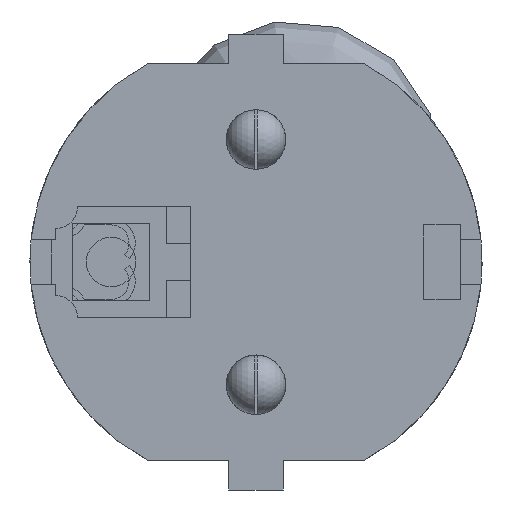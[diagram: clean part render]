
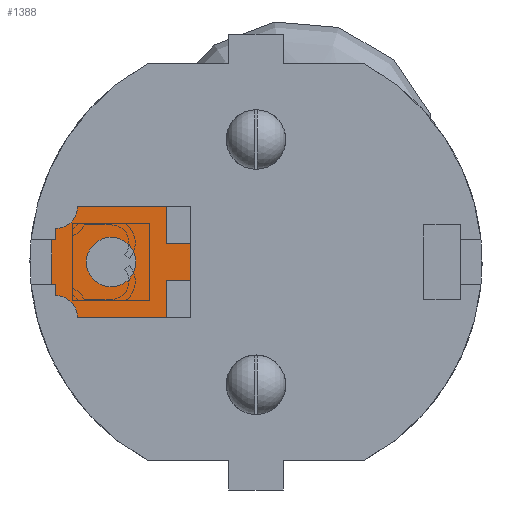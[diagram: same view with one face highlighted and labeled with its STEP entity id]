
A CAD part, left-side view. The second image highlights one B-rep face of the part: STEP entity #1388.
In plain terms, the highlighted face is planar.
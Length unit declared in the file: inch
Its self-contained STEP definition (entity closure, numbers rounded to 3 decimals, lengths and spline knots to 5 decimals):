
#19 = ORIENTED_EDGE ( 'NONE', *, *, #16227, .T. ) ;
#65 = EDGE_CURVE ( 'NONE', #10802, #6935, #11204, .T. ) ;
#185 = FACE_BOUND ( 'NONE', #1415, .T. ) ;
#222 = EDGE_CURVE ( 'NONE', #18204, #18704, #7809, .T. ) ;
#329 = EDGE_CURVE ( 'NONE', #2974, #15039, #9805, .T. ) ;
#395 = CARTESIAN_POINT ( 'NONE',  ( -0.07874, 0.46063, -0.00394 ) ) ;
#602 = DIRECTION ( 'NONE',  ( 0., -1., 0. ) ) ;
#792 = DIRECTION ( 'NONE',  ( 0., -1., 0. ) ) ;
#866 = ORIENTED_EDGE ( 'NONE', *, *, #11870, .T. ) ;
#926 = DIRECTION ( 'NONE',  ( 1., 0., 0. ) ) ;
#979 = ORIENTED_EDGE ( 'NONE', *, *, #14441, .T. ) ;
#1388 = ADVANCED_FACE ( 'NONE', ( #185, #7682 ), #3364, .T. ) ;
#1415 = EDGE_LOOP ( 'NONE', ( #7845, #9276 ) ) ;
#1502 = EDGE_CURVE ( 'NONE', #9581, #2974, #13041, .T. ) ;
#1532 = CARTESIAN_POINT ( 'NONE',  ( -0.17717, 0.56693, -0.00394 ) ) ;
#1623 = VERTEX_POINT ( 'NONE', #8975 ) ;
#1626 = CARTESIAN_POINT ( 'NONE',  ( -0.05906, 0.20669, -0.00394 ) ) ;
#2350 = DIRECTION ( 'NONE',  ( -1., 0., 0. ) ) ;
#2707 = DIRECTION ( 'NONE',  ( 0., 0., 1. ) ) ;
#2919 = CARTESIAN_POINT ( 'NONE',  ( 0.17717, 0.28543, -0.00394 ) ) ;
#2974 = VERTEX_POINT ( 'NONE', #12016 ) ;
#3180 = VERTEX_POINT ( 'NONE', #3607 ) ;
#3298 = CARTESIAN_POINT ( 'NONE',  ( 0.07087, 0.6378, -0.00394 ) ) ;
#3364 = PLANE ( 'NONE',  #17120 ) ;
#3432 = VECTOR ( 'NONE', #10765, 39.37008 ) ;
#3607 = CARTESIAN_POINT ( 'NONE',  ( -0.17717, 0.56693, -0.00394 ) ) ;
#3703 = VECTOR ( 'NONE', #2350, 39.37008 ) ;
#3850 = EDGE_CURVE ( 'NONE', #15304, #5202, #19421, .T. ) ;
#3868 = VERTEX_POINT ( 'NONE', #8668 ) ;
#3872 = VECTOR ( 'NONE', #792, 39.37008 ) ;
#3966 = ORIENTED_EDGE ( 'NONE', *, *, #5470, .T. ) ;
#4342 = LINE ( 'NONE', #8972, #5006 ) ;
#4371 = CIRCLE ( 'NONE', #13579, 0.07087 ) ;
#4499 = CIRCLE ( 'NONE', #15303, 0.07874 ) ;
#4529 = DIRECTION ( 'NONE',  ( 1., 0., 0. ) ) ;
#4716 = EDGE_CURVE ( 'NONE', #15039, #3868, #18319, .T. ) ;
#4805 = DIRECTION ( 'NONE',  ( -1., 0., 0. ) ) ;
#4833 = EDGE_CURVE ( 'NONE', #8873, #16840, #4342, .T. ) ;
#4835 = EDGE_CURVE ( 'NONE', #3868, #3180, #4371, .T. ) ;
#5006 = VECTOR ( 'NONE', #14805, 39.37008 ) ;
#5202 = VERTEX_POINT ( 'NONE', #395 ) ;
#5278 = LINE ( 'NONE', #5485, #16498 ) ;
#5470 = EDGE_CURVE ( 'NONE', #3180, #10802, #15192, .T. ) ;
#5485 = CARTESIAN_POINT ( 'NONE',  ( -0.05906, 0.28543, -0.00394 ) ) ;
#5815 = ORIENTED_EDGE ( 'NONE', *, *, #65, .T. ) ;
#6396 = CARTESIAN_POINT ( 'NONE',  ( 0.07087, 0.64961, -0.00394 ) ) ;
#6751 = DIRECTION ( 'NONE',  ( 0., 1., 0. ) ) ;
#6935 = VERTEX_POINT ( 'NONE', #13094 ) ;
#7094 = ORIENTED_EDGE ( 'NONE', *, *, #4835, .T. ) ;
#7476 = EDGE_LOOP ( 'NONE', ( #17493, #7094, #3966, #5815, #19, #11453, #9711, #9613, #866, #979, #15815, #9993, #14534, #14129 ) ) ;
#7517 = DIRECTION ( 'NONE',  ( 1., 0., 0. ) ) ;
#7682 = FACE_OUTER_BOUND ( 'NONE', #7476, .T. ) ;
#7809 = LINE ( 'NONE', #18455, #15003 ) ;
#7845 = ORIENTED_EDGE ( 'NONE', *, *, #3850, .F. ) ;
#8000 = CARTESIAN_POINT ( 'NONE',  ( -0.17717, 0.28543, -0.00394 ) ) ;
#8018 = CARTESIAN_POINT ( 'NONE',  ( 0.1063, 0.6378, -0.00394 ) ) ;
#8369 = VECTOR ( 'NONE', #6751, 39.37008 ) ;
#8668 = CARTESIAN_POINT ( 'NONE',  ( -0.1063, 0.6378, -0.00394 ) ) ;
#8800 = CARTESIAN_POINT ( 'NONE',  ( 0.17717, 0.28543, -0.00394 ) ) ;
#8873 = VERTEX_POINT ( 'NONE', #18013 ) ;
#8971 = DIRECTION ( 'NONE',  ( 0., 0., 1. ) ) ;
#8972 = CARTESIAN_POINT ( 'NONE',  ( 0.05906, 0.28543, -0.00394 ) ) ;
#8975 = CARTESIAN_POINT ( 'NONE',  ( -0.05906, 0.20669, -0.00394 ) ) ;
#9276 = ORIENTED_EDGE ( 'NONE', *, *, #18106, .F. ) ;
#9330 = AXIS2_PLACEMENT_3D ( 'NONE', #18974, #10134, #926 ) ;
#9581 = VERTEX_POINT ( 'NONE', #6396 ) ;
#9601 = DIRECTION ( 'NONE',  ( 1., 0., 0. ) ) ;
#9613 = ORIENTED_EDGE ( 'NONE', *, *, #18972, .T. ) ;
#9711 = ORIENTED_EDGE ( 'NONE', *, *, #4833, .T. ) ;
#9755 = CARTESIAN_POINT ( 'NONE',  ( 0.07874, 0.46063, -0.00394 ) ) ;
#9805 = LINE ( 'NONE', #19243, #3872 ) ;
#9903 = AXIS2_PLACEMENT_3D ( 'NONE', #10460, #8971, #13312 ) ;
#9974 = CARTESIAN_POINT ( 'NONE',  ( -0.07087, 0.6378, -0.00394 ) ) ;
#9991 = VECTOR ( 'NONE', #4529, 39.37008 ) ;
#9993 = ORIENTED_EDGE ( 'NONE', *, *, #14884, .T. ) ;
#10134 = DIRECTION ( 'NONE',  ( 0., 0., -1. ) ) ;
#10460 = CARTESIAN_POINT ( 'NONE',  ( 0., 0.46063, -0.00394 ) ) ;
#10462 = DIRECTION ( 'NONE',  ( 0., 0., -1. ) ) ;
#10765 = DIRECTION ( 'NONE',  ( 0., -1., 0. ) ) ;
#10802 = VERTEX_POINT ( 'NONE', #13500 ) ;
#10983 = CARTESIAN_POINT ( 'NONE',  ( 0.07087, 0.6378, -0.00394 ) ) ;
#11101 = DIRECTION ( 'NONE',  ( 1., 0., 0. ) ) ;
#11204 = LINE ( 'NONE', #8000, #15649 ) ;
#11359 = LINE ( 'NONE', #10983, #8369 ) ;
#11453 = ORIENTED_EDGE ( 'NONE', *, *, #15243, .T. ) ;
#11627 = CARTESIAN_POINT ( 'NONE',  ( 0.05906, 0.28543, -0.00394 ) ) ;
#11870 = EDGE_CURVE ( 'NONE', #16048, #13255, #17768, .T. ) ;
#11894 = CARTESIAN_POINT ( 'NONE',  ( 0.17717, 0.56693, -0.00394 ) ) ;
#12016 = CARTESIAN_POINT ( 'NONE',  ( -0.07087, 0.64961, -0.00394 ) ) ;
#12272 = DIRECTION ( 'NONE',  ( 0., 0., 1. ) ) ;
#12762 = CARTESIAN_POINT ( 'NONE',  ( -0.07087, 0.64961, -0.00394 ) ) ;
#13041 = LINE ( 'NONE', #12762, #17564 ) ;
#13094 = CARTESIAN_POINT ( 'NONE',  ( -0.05906, 0.28543, -0.00394 ) ) ;
#13255 = VERTEX_POINT ( 'NONE', #11894 ) ;
#13312 = DIRECTION ( 'NONE',  ( 1., 0., 0. ) ) ;
#13500 = CARTESIAN_POINT ( 'NONE',  ( -0.17717, 0.28543, -0.00394 ) ) ;
#13579 = AXIS2_PLACEMENT_3D ( 'NONE', #15002, #10462, #16308 ) ;
#14129 = ORIENTED_EDGE ( 'NONE', *, *, #329, .T. ) ;
#14139 = CARTESIAN_POINT ( 'NONE',  ( -0.07087, 0.6378, -0.00394 ) ) ;
#14441 = EDGE_CURVE ( 'NONE', #13255, #18204, #17845, .T. ) ;
#14514 = VECTOR ( 'NONE', #16179, 39.37008 ) ;
#14534 = ORIENTED_EDGE ( 'NONE', *, *, #1502, .T. ) ;
#14805 = DIRECTION ( 'NONE',  ( 0., 1., 0. ) ) ;
#14884 = EDGE_CURVE ( 'NONE', #18704, #9581, #11359, .T. ) ;
#15002 = CARTESIAN_POINT ( 'NONE',  ( -0.17717, 0.6378, -0.00394 ) ) ;
#15003 = VECTOR ( 'NONE', #4805, 39.37008 ) ;
#15039 = VERTEX_POINT ( 'NONE', #9974 ) ;
#15086 = LINE ( 'NONE', #1626, #9991 ) ;
#15192 = LINE ( 'NONE', #1532, #3432 ) ;
#15243 = EDGE_CURVE ( 'NONE', #1623, #8873, #15086, .T. ) ;
#15303 = AXIS2_PLACEMENT_3D ( 'NONE', #16364, #2707, #16456 ) ;
#15304 = VERTEX_POINT ( 'NONE', #9755 ) ;
#15523 = CARTESIAN_POINT ( 'NONE',  ( -0.17717, 0.6378, -0.00394 ) ) ;
#15649 = VECTOR ( 'NONE', #11101, 39.37008 ) ;
#15815 = ORIENTED_EDGE ( 'NONE', *, *, #222, .T. ) ;
#16048 = VERTEX_POINT ( 'NONE', #8800 ) ;
#16179 = DIRECTION ( 'NONE',  ( 0., 1., 0. ) ) ;
#16227 = EDGE_CURVE ( 'NONE', #6935, #1623, #5278, .T. ) ;
#16308 = DIRECTION ( 'NONE',  ( 1., 0., 0. ) ) ;
#16364 = CARTESIAN_POINT ( 'NONE',  ( 0., 0.46063, -0.00394 ) ) ;
#16456 = DIRECTION ( 'NONE',  ( 1., 0., 0. ) ) ;
#16498 = VECTOR ( 'NONE', #602, 39.37008 ) ;
#16581 = LINE ( 'NONE', #2919, #18841 ) ;
#16840 = VERTEX_POINT ( 'NONE', #11627 ) ;
#17120 = AXIS2_PLACEMENT_3D ( 'NONE', #15523, #12272, #9601 ) ;
#17312 = DIRECTION ( 'NONE',  ( -1., 0., 0. ) ) ;
#17478 = CARTESIAN_POINT ( 'NONE',  ( 0.17717, 0.28543, -0.00394 ) ) ;
#17493 = ORIENTED_EDGE ( 'NONE', *, *, #4716, .T. ) ;
#17564 = VECTOR ( 'NONE', #17312, 39.37008 ) ;
#17768 = LINE ( 'NONE', #17478, #14514 ) ;
#17845 = CIRCLE ( 'NONE', #9330, 0.07087 ) ;
#18013 = CARTESIAN_POINT ( 'NONE',  ( 0.05906, 0.20669, -0.00394 ) ) ;
#18106 = EDGE_CURVE ( 'NONE', #5202, #15304, #4499, .T. ) ;
#18204 = VERTEX_POINT ( 'NONE', #8018 ) ;
#18319 = LINE ( 'NONE', #14139, #3703 ) ;
#18455 = CARTESIAN_POINT ( 'NONE',  ( 0.1063, 0.6378, -0.00394 ) ) ;
#18704 = VERTEX_POINT ( 'NONE', #3298 ) ;
#18841 = VECTOR ( 'NONE', #7517, 39.37008 ) ;
#18972 = EDGE_CURVE ( 'NONE', #16840, #16048, #16581, .T. ) ;
#18974 = CARTESIAN_POINT ( 'NONE',  ( 0.17717, 0.6378, -0.00394 ) ) ;
#19243 = CARTESIAN_POINT ( 'NONE',  ( -0.07087, 0.64961, -0.00394 ) ) ;
#19421 = CIRCLE ( 'NONE', #9903, 0.07874 ) ;
